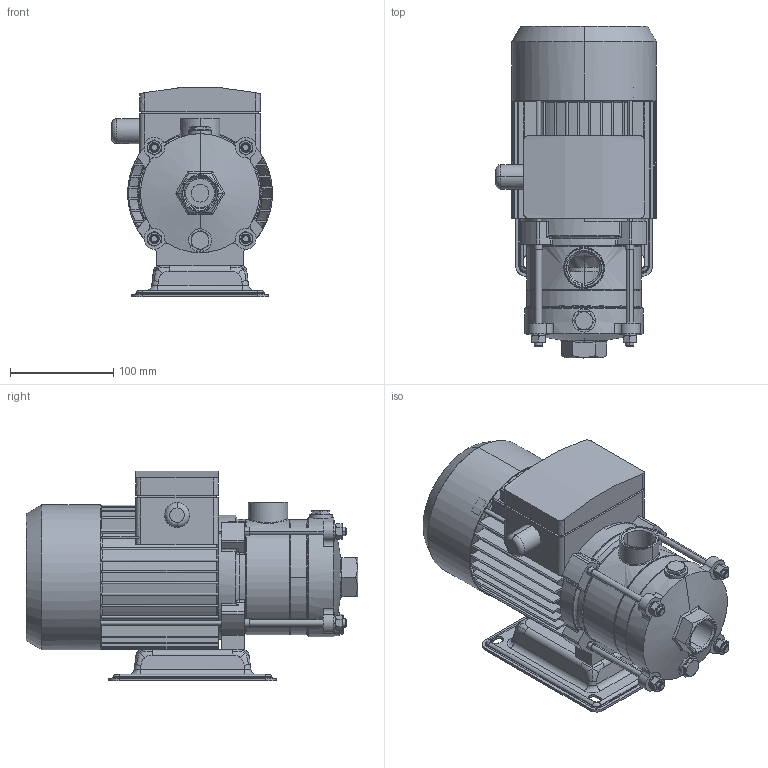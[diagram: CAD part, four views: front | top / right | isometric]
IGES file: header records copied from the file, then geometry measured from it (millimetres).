
Global section: file name: 015P2352 (RMHI 2-2R); native system: AutoCAD 2019 — Русский (Russian),62HAutod; preprocessor: esk Translation Framework DWG producer (atf_dwg_producer); organization: unknown; date: 20240415.153909; units: millimetre
Bounding box: 155.38 x 321 x 202.35 mm (x, y, z)
Volume: 5086253.2 mm3; surface area: 1017381.2 mm2
Topology: 54 solids, 54 shells, 2614 faces, 7408 edges, 5054 vertices
Faces by surface type: bspline 2526, revolution 88
